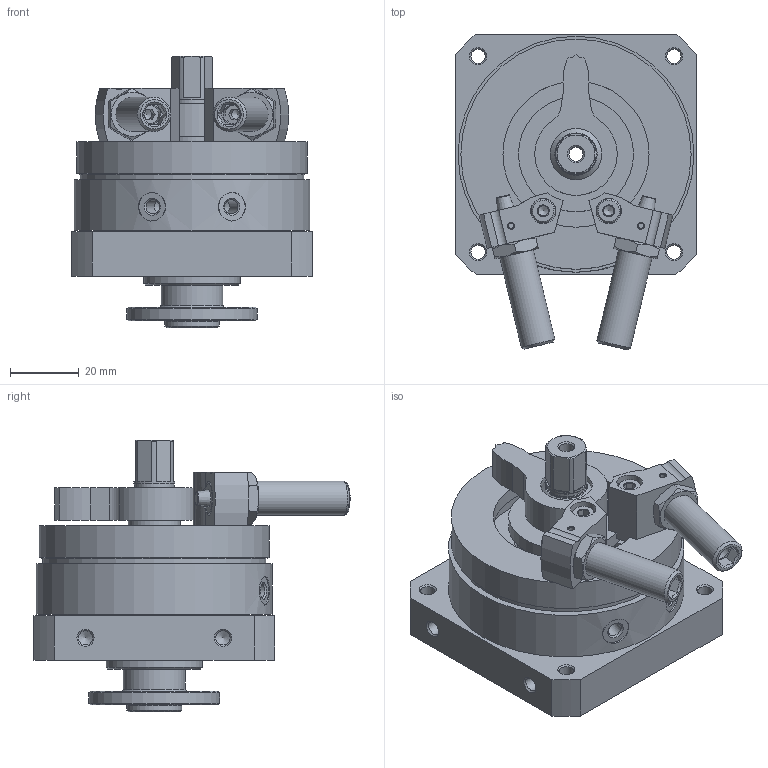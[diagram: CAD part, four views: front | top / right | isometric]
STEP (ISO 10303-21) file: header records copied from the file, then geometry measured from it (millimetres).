
FILE_DESCRIPTION(/* description */ ('STEP AP214'),/* implementation_level */ '2;1');
FILE_NAME(/* name */ '566206_DSM-16-270-P1-FW-A-B',/* time_stamp */ '2024-08-21T18:16:43+02:00',/* author */ ('License CC BY-ND 4.0'),/* organization */ ('CADENAS'),/* preprocessor_version */ 'ST-DEVELOPER v19.3',/* originating_system */ 'PARTsolutions',/* authorisation */ ' ');
FILE_SCHEMA (('AUTOMOTIVE_DESIGN {1 0 10303 214 3 1 1}'));
Length unit declared in the file: millimetre
Products named in the file (9): 566206 DSM-16-270-P1-FW-A-B--(0); 566206 DSM-16-270-P1-FW-A-B_G---(B); 704063 DSM-16-BR---(HZ); 548374 DYEF-M10-Y1F_P; 342621 DSM-16_NS; DIN-912 - M4x16(F); 396998 YSRW M10X1-3.5-13; 704062 DSM-16-BL---(HZ); 566206 DSM-16-270-P1-FW-A-B_K---(B)
Assembly tree (12 placements, depth 2):
  566206 DSM-16-270-P1-FW-A-B--(0)
    566206 DSM-16-270-P1-FW-A-B_G---(B)
    704063 DSM-16-BR---(HZ)
    548374 DYEF-M10-Y1F_P  x2
    342621 DSM-16_NS  x2
    DIN-912 - M4x16(F)  x2
    396998 YSRW M10X1-3.5-13  x2
    704062 DSM-16-BL---(HZ)
    566206 DSM-16-270-P1-FW-A-B_K---(B)
Bounding box: 70 x 91.97 x 79 mm (x, y, z)
Volume: 171786.9 mm3; surface area: 47851.2 mm2
Topology: 12 solids, 12 shells, 396 faces, 904 edges, 560 vertices
Faces by surface type: plane 180, cylinder 107, cone 104, torus 5
Full cylindrical faces by diameter (mm): 1.567 x2, 3.242 x6, 4 x2, 4.134 x14, 4.2 x1, 4.5 x6, 5.459 x2, 7 x2, 7.4 x2, 8.3 x2, 8.917 x4, 10 x2, 11.5 x1, 12 x2, 15 x3, 16 x1, 18 x2, 28 x1, 29 x1, 33.5 x1, 38 x1, 42.5 x1, 47 x1, 54 x1, 65 x1, 67 x1, 68.65 x1
Entity records: 8590 total; most frequent: CARTESIAN_POINT 1505, DIRECTION 1461, ORIENTED_EDGE 1116, AXIS2_PLACEMENT_3D 623, EDGE_CURVE 558, FACE_BOUND 521, EDGE_LOOP 511, VERTEX_POINT 429
